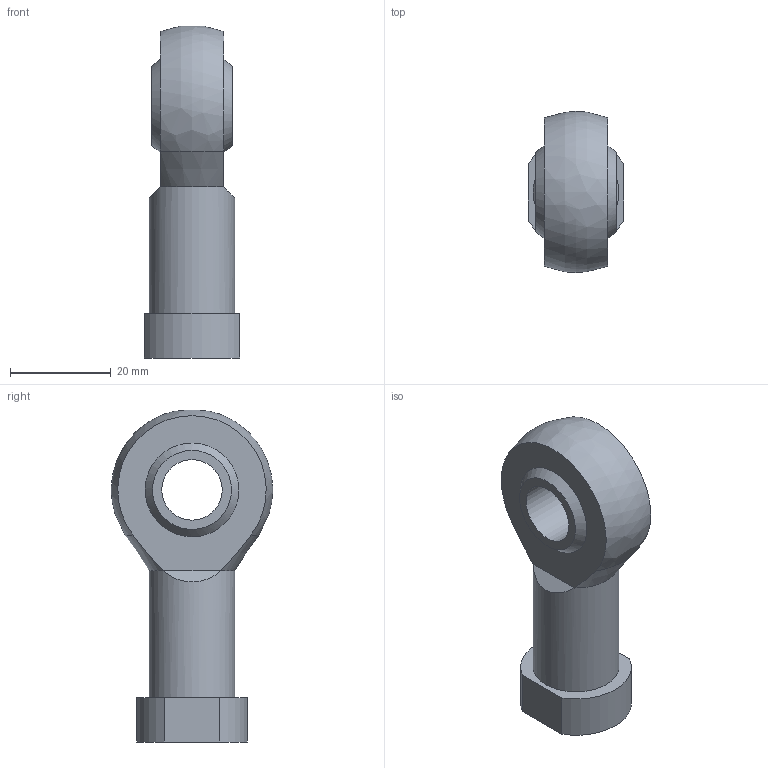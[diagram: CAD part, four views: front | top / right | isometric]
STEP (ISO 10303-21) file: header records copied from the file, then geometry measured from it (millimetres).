
FILE_DESCRIPTION (( 'STEP AP214' ), '1' );
FILE_NAME ('RD000006.STEP', '2016-05-30T07:48:14', ( '' ), ( '' ), 'SwSTEP 2.0', 'SolidWorks 2016', '' );
FILE_SCHEMA (( 'AUTOMOTIVE_DESIGN' ));
Length unit declared in the file: millimetre
Products named in the file (1): RD000006
Bounding box: 19 x 31.98 x 65.85 mm (x, y, z)
Volume: 15656.5 mm3; surface area: 6102.9 mm2
Topology: 1 solids, 1 shells, 22 faces, 42 edges, 28 vertices
Faces by surface type: plane 11, cylinder 5, cone 3, bspline 3
Full cylindrical faces by diameter (mm): 12 x2, 17 x1
Entity records: 1022 total; most frequent: CARTESIAN_POINT 524, DIRECTION 82, ORIENTED_EDGE 72, AXIS2_PLACEMENT_3D 36, EDGE_CURVE 36, EDGE_LOOP 34, VERTEX_POINT 26, FACE_OUTER_BOUND 25
